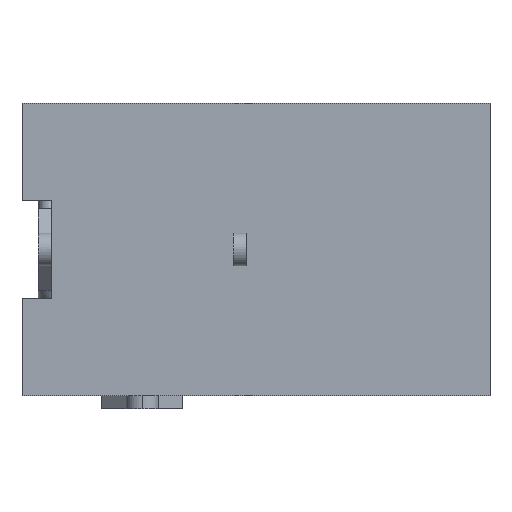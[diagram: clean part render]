
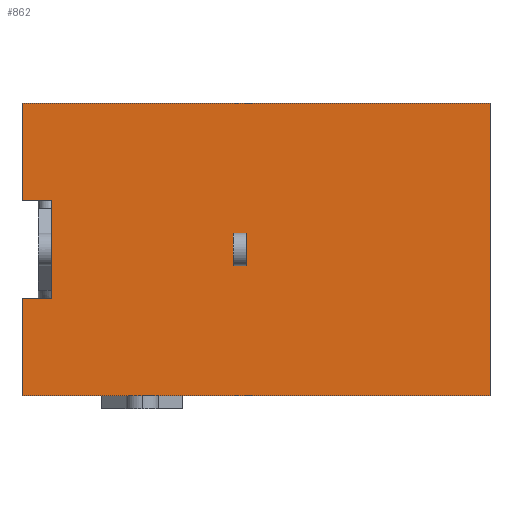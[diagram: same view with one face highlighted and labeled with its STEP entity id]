
A CAD part, front view. The second image highlights one B-rep face of the part: STEP entity #862.
In plain terms, the highlighted planar face has unit normal (0, -1, 0).
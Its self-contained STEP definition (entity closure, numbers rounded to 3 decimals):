
#17 = EDGE_LOOP ( 'NONE', ( #1744, #1019, #1181, #1322, #1038, #248, #1410, #20 ) ) ;
#20 = ORIENTED_EDGE ( 'NONE', *, *, #1867, .T. ) ;
#22 = DIRECTION ( 'NONE',  ( 1., 0., 0. ) ) ;
#75 = CARTESIAN_POINT ( 'NONE',  ( 4.5, -6.5, -3.5 ) ) ;
#112 = VERTEX_POINT ( 'NONE', #943 ) ;
#175 = CARTESIAN_POINT ( 'NONE',  ( -1.5, -6.5, -14.4 ) ) ;
#177 = VECTOR ( 'NONE', #22, 1000. ) ;
#187 = VERTEX_POINT ( 'NONE', #740 ) ;
#190 = CARTESIAN_POINT ( 'NONE',  ( -1.5, -6.5, -13.5 ) ) ;
#201 = VERTEX_POINT ( 'NONE', #1617 ) ;
#248 = ORIENTED_EDGE ( 'NONE', *, *, #1567, .T. ) ;
#269 = CARTESIAN_POINT ( 'NONE',  ( 4.5, -6.5, -3.5 ) ) ;
#301 = LINE ( 'NONE', #1895, #819 ) ;
#375 = VECTOR ( 'NONE', #1486, 1000. ) ;
#381 = CARTESIAN_POINT ( 'NONE',  ( -17.191, -6.5, -14.4 ) ) ;
#504 = AXIS2_PLACEMENT_3D ( 'NONE', #75, #1581, #1008 ) ;
#511 = LINE ( 'NONE', #930, #1065 ) ;
#516 = DIRECTION ( 'NONE',  ( 1., 0., 0. ) ) ;
#552 = EDGE_CURVE ( 'NONE', #1293, #1752, #830, .T. ) ;
#701 = EDGE_CURVE ( 'NONE', #1752, #1477, #1884, .T. ) ;
#721 = VECTOR ( 'NONE', #516, 1000. ) ;
#723 = EDGE_CURVE ( 'NONE', #1440, #112, #301, .T. ) ;
#740 = CARTESIAN_POINT ( 'NONE',  ( 1.5, -6.5, -13.5 ) ) ;
#782 = VECTOR ( 'NONE', #1722, 1000. ) ;
#787 = EDGE_CURVE ( 'NONE', #187, #1293, #1047, .T. ) ;
#819 = VECTOR ( 'NONE', #884, 1000. ) ;
#830 = LINE ( 'NONE', #381, #782 ) ;
#862 = ADVANCED_FACE ( 'NONE', ( #1629 ), #1873, .T. ) ;
#884 = DIRECTION ( 'NONE',  ( 0., 0., 1. ) ) ;
#908 = CARTESIAN_POINT ( 'NONE',  ( -17.191, -6.5, -14.4 ) ) ;
#921 = LINE ( 'NONE', #190, #721 ) ;
#930 = CARTESIAN_POINT ( 'NONE',  ( -1.5, -6.5, -9.595 ) ) ;
#943 = CARTESIAN_POINT ( 'NONE',  ( -4.5, -6.5, 0. ) ) ;
#1008 = DIRECTION ( 'NONE',  ( 1., 0., 0. ) ) ;
#1019 = ORIENTED_EDGE ( 'NONE', *, *, #552, .T. ) ;
#1038 = ORIENTED_EDGE ( 'NONE', *, *, #723, .F. ) ;
#1047 = LINE ( 'NONE', #1052, #1553 ) ;
#1052 = CARTESIAN_POINT ( 'NONE',  ( 1.5, -6.5, -9.595 ) ) ;
#1065 = VECTOR ( 'NONE', #1924, 1000. ) ;
#1122 = VECTOR ( 'NONE', #1598, 1000. ) ;
#1128 = EDGE_CURVE ( 'NONE', #112, #1477, #1386, .T. ) ;
#1181 = ORIENTED_EDGE ( 'NONE', *, *, #701, .T. ) ;
#1238 = EDGE_CURVE ( 'NONE', #201, #1793, #511, .T. ) ;
#1276 = LINE ( 'NONE', #908, #375 ) ;
#1293 = VERTEX_POINT ( 'NONE', #1763 ) ;
#1318 = CARTESIAN_POINT ( 'NONE',  ( 4.5, -6.5, 0. ) ) ;
#1322 = ORIENTED_EDGE ( 'NONE', *, *, #1128, .F. ) ;
#1386 = LINE ( 'NONE', #1775, #177 ) ;
#1410 = ORIENTED_EDGE ( 'NONE', *, *, #1238, .F. ) ;
#1440 = VERTEX_POINT ( 'NONE', #1887 ) ;
#1477 = VERTEX_POINT ( 'NONE', #1318 ) ;
#1486 = DIRECTION ( 'NONE',  ( 1., 0., 0. ) ) ;
#1487 = DIRECTION ( 'NONE',  ( 0., 0., -1. ) ) ;
#1553 = VECTOR ( 'NONE', #1487, 1000. ) ;
#1567 = EDGE_CURVE ( 'NONE', #1440, #1793, #1276, .T. ) ;
#1581 = DIRECTION ( 'NONE',  ( 0., -1., 0. ) ) ;
#1598 = DIRECTION ( 'NONE',  ( 0., 0., 1. ) ) ;
#1617 = CARTESIAN_POINT ( 'NONE',  ( -1.5, -6.5, -13.5 ) ) ;
#1629 = FACE_OUTER_BOUND ( 'NONE', #17, .T. ) ;
#1722 = DIRECTION ( 'NONE',  ( 1., 0., 0. ) ) ;
#1744 = ORIENTED_EDGE ( 'NONE', *, *, #787, .T. ) ;
#1752 = VERTEX_POINT ( 'NONE', #1799 ) ;
#1763 = CARTESIAN_POINT ( 'NONE',  ( 1.5, -6.5, -14.4 ) ) ;
#1775 = CARTESIAN_POINT ( 'NONE',  ( 4.5, -6.5, 0. ) ) ;
#1793 = VERTEX_POINT ( 'NONE', #175 ) ;
#1799 = CARTESIAN_POINT ( 'NONE',  ( 4.5, -6.5, -14.4 ) ) ;
#1867 = EDGE_CURVE ( 'NONE', #201, #187, #921, .T. ) ;
#1873 = PLANE ( 'NONE',  #504 ) ;
#1884 = LINE ( 'NONE', #269, #1122 ) ;
#1887 = CARTESIAN_POINT ( 'NONE',  ( -4.5, -6.5, -14.4 ) ) ;
#1895 = CARTESIAN_POINT ( 'NONE',  ( -4.5, -6.5, -3.5 ) ) ;
#1924 = DIRECTION ( 'NONE',  ( 0., 0., -1. ) ) ;
